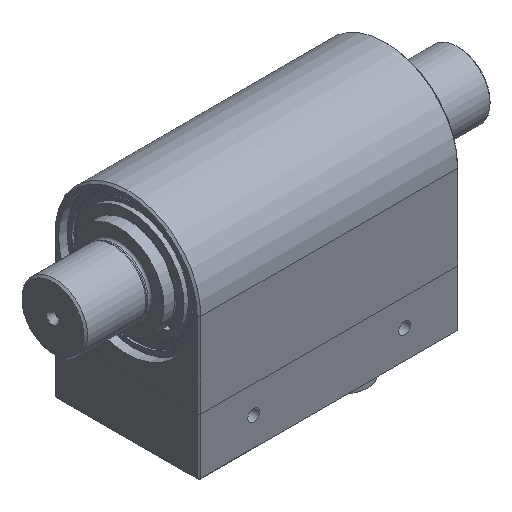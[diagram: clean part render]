
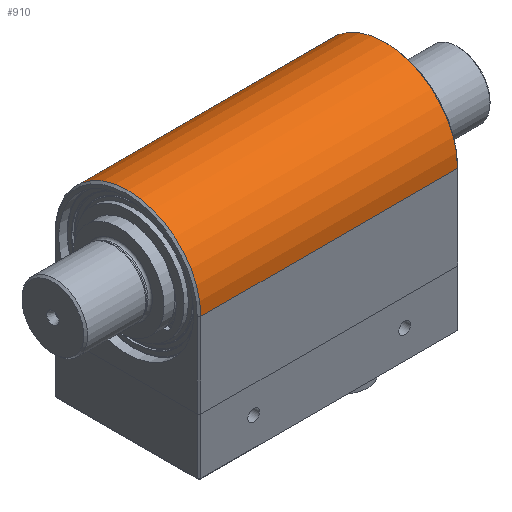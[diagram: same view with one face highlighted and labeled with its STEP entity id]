
A CAD part, isometric view. The second image highlights one B-rep face of the part: STEP entity #910.
In plain terms, the highlighted cylindrical face has radius 20 mm (diameter 40 mm), a partial arc.
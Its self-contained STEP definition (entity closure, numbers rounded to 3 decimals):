
#910 = ADVANCED_FACE( '', ( #1835 ), #1836, .T. );
#1835 = FACE_OUTER_BOUND( '', #3147, .T. );
#1836 = CYLINDRICAL_SURFACE( '', #3148, 20. );
#3147 = EDGE_LOOP( '', ( #4648, #4649, #4650, #4651 ) );
#3148 = AXIS2_PLACEMENT_3D( '', #4652, #4653, #4654 );
#4648 = ORIENTED_EDGE( '', *, *, #6731, .T. );
#4649 = ORIENTED_EDGE( '', *, *, #6736, .T. );
#4650 = ORIENTED_EDGE( '', *, *, #6737, .F. );
#4651 = ORIENTED_EDGE( '', *, *, #6738, .T. );
#4652 = CARTESIAN_POINT( '', ( -71.5, 0., 0. ) );
#4653 = DIRECTION( '', ( -1., 0., 0. ) );
#4654 = DIRECTION( '', ( 0., 0., -1. ) );
#6731 = EDGE_CURVE( '', #8009, #7707, #8010, .T. );
#6736 = EDGE_CURVE( '', #7707, #8014, #8015, .F. );
#6737 = EDGE_CURVE( '', #8016, #8014, #8017, .T. );
#6738 = EDGE_CURVE( '', #8016, #8009, #8018, .T. );
#7707 = VERTEX_POINT( '', #8949 );
#8009 = VERTEX_POINT( '', #9289 );
#8010 = LINE( '', #9290, #9291 );
#8014 = VERTEX_POINT( '', #9296 );
#8015 = CIRCLE( '', #9297, 20. );
#8016 = VERTEX_POINT( '', #9298 );
#8017 = LINE( '', #9299, #9300 );
#8018 = CIRCLE( '', #9301, 20. );
#8949 = CARTESIAN_POINT( '', ( -0.5, 20., 0. ) );
#9289 = CARTESIAN_POINT( '', ( -71., 20., 0. ) );
#9290 = CARTESIAN_POINT( '', ( -71.5, 20., 0. ) );
#9291 = VECTOR( '', #10712, 1000. );
#9296 = CARTESIAN_POINT( '', ( -0.5, -20., 0. ) );
#9297 = AXIS2_PLACEMENT_3D( '', #10714, #10715, #10716 );
#9298 = CARTESIAN_POINT( '', ( -71., -20., 0. ) );
#9299 = CARTESIAN_POINT( '', ( -71.5, -20., 0. ) );
#9300 = VECTOR( '', #10717, 1000. );
#9301 = AXIS2_PLACEMENT_3D( '', #10718, #10719, #10720 );
#10712 = DIRECTION( '', ( 1., 0., 0. ) );
#10714 = CARTESIAN_POINT( '', ( -0.5, 0., 0. ) );
#10715 = DIRECTION( '', ( 1., 0., 0. ) );
#10716 = DIRECTION( '', ( 0., 0., -1. ) );
#10717 = DIRECTION( '', ( 1., 0., 0. ) );
#10718 = CARTESIAN_POINT( '', ( -71., 0., 0. ) );
#10719 = DIRECTION( '', ( 1., 0., 0. ) );
#10720 = DIRECTION( '', ( 0., 0., -1. ) );
